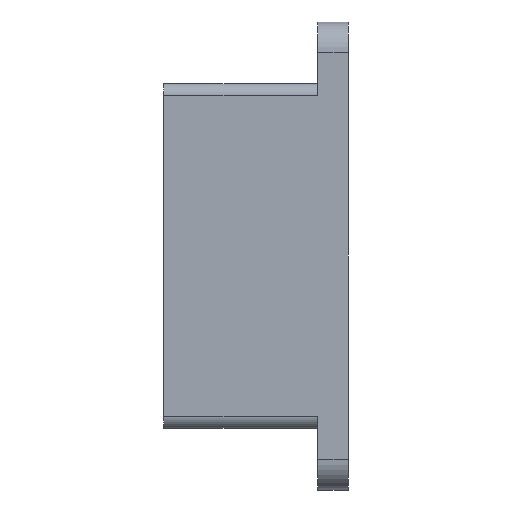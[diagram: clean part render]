
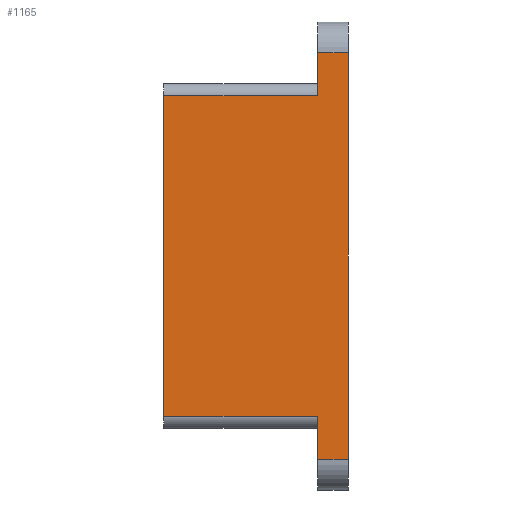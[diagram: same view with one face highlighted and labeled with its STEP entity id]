
A CAD part, left-side view. The second image highlights one B-rep face of the part: STEP entity #1165.
In plain terms, the highlighted planar face has unit normal (-1, 0, 0).
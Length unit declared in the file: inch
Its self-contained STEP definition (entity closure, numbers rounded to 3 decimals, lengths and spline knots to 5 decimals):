
#15 = LINE ( 'NONE', #1434, #1041 ) ;
#33 = VERTEX_POINT ( 'NONE', #1431 ) ;
#81 = VECTOR ( 'NONE', #814, 39.37008 ) ;
#97 = CARTESIAN_POINT ( 'NONE',  ( -2.0625, 0.25, -1.65 ) ) ;
#104 = LINE ( 'NONE', #97, #1207 ) ;
#109 = DIRECTION ( 'NONE',  ( 0., 0., -1. ) ) ;
#197 = CARTESIAN_POINT ( 'NONE',  ( -2.0625, 0.25, 0. ) ) ;
#203 = LINE ( 'NONE', #317, #1100 ) ;
#226 = DIRECTION ( 'NONE',  ( -1., 0., 0. ) ) ;
#235 = EDGE_CURVE ( 'NONE', #485, #33, #460, .T. ) ;
#236 = DIRECTION ( 'NONE',  ( 0., 0., -1. ) ) ;
#248 = CARTESIAN_POINT ( 'NONE',  ( -2.0625, 0., 1.65 ) ) ;
#310 = ORIENTED_EDGE ( 'NONE', *, *, #1116, .F. ) ;
#317 = CARTESIAN_POINT ( 'NONE',  ( -2.0625, 0.25, -1.3 ) ) ;
#323 = LINE ( 'NONE', #337, #81 ) ;
#330 = CARTESIAN_POINT ( 'NONE',  ( -2.0625, 0.25, -1.65 ) ) ;
#337 = CARTESIAN_POINT ( 'NONE',  ( -2.0625, 1.5, 1.4 ) ) ;
#342 = FACE_OUTER_BOUND ( 'NONE', #397, .T. ) ;
#372 = EDGE_CURVE ( 'NONE', #1424, #1425, #104, .T. ) ;
#374 = VECTOR ( 'NONE', #236, 39.37008 ) ;
#397 = EDGE_LOOP ( 'NONE', ( #975, #1394, #1068, #1444, #508, #310, #746, #1323 ) ) ;
#460 = LINE ( 'NONE', #707, #504 ) ;
#476 = PLANE ( 'NONE',  #1018 ) ;
#484 = CARTESIAN_POINT ( 'NONE',  ( -2.0625, 0., 0. ) ) ;
#485 = VERTEX_POINT ( 'NONE', #512 ) ;
#493 = DIRECTION ( 'NONE',  ( 0., -1., 0. ) ) ;
#504 = VECTOR ( 'NONE', #1267, 39.37008 ) ;
#508 = ORIENTED_EDGE ( 'NONE', *, *, #820, .F. ) ;
#512 = CARTESIAN_POINT ( 'NONE',  ( -2.0625, 0.25, 1.3 ) ) ;
#632 = EDGE_CURVE ( 'NONE', #1546, #1213, #203, .T. ) ;
#666 = EDGE_CURVE ( 'NONE', #1213, #1424, #1270, .T. ) ;
#702 = DIRECTION ( 'NONE',  ( 0., 0., 1. ) ) ;
#707 = CARTESIAN_POINT ( 'NONE',  ( -2.0625, 0.25, 1.3 ) ) ;
#731 = EDGE_CURVE ( 'NONE', #1546, #33, #323, .T. ) ;
#746 = ORIENTED_EDGE ( 'NONE', *, *, #796, .T. ) ;
#791 = CARTESIAN_POINT ( 'NONE',  ( -2.0625, 0.25, -1.3 ) ) ;
#796 = EDGE_CURVE ( 'NONE', #1314, #485, #15, .T. ) ;
#814 = DIRECTION ( 'NONE',  ( 0., 0., 1. ) ) ;
#820 = EDGE_CURVE ( 'NONE', #1330, #1425, #846, .T. ) ;
#843 = VECTOR ( 'NONE', #1177, 39.37008 ) ;
#846 = LINE ( 'NONE', #484, #374 ) ;
#905 = CARTESIAN_POINT ( 'NONE',  ( -2.0625, 0.25, 1.65 ) ) ;
#917 = DIRECTION ( 'NONE',  ( 0., -1., 0. ) ) ;
#975 = ORIENTED_EDGE ( 'NONE', *, *, #731, .F. ) ;
#1018 = AXIS2_PLACEMENT_3D ( 'NONE', #197, #226, #702 ) ;
#1041 = VECTOR ( 'NONE', #109, 39.37008 ) ;
#1068 = ORIENTED_EDGE ( 'NONE', *, *, #666, .T. ) ;
#1100 = VECTOR ( 'NONE', #917, 39.37008 ) ;
#1116 = EDGE_CURVE ( 'NONE', #1314, #1330, #1264, .T. ) ;
#1165 = ADVANCED_FACE ( 'NONE', ( #342 ), #476, .T. ) ;
#1177 = DIRECTION ( 'NONE',  ( 0., -1., 0. ) ) ;
#1207 = VECTOR ( 'NONE', #493, 39.37008 ) ;
#1213 = VERTEX_POINT ( 'NONE', #791 ) ;
#1250 = CARTESIAN_POINT ( 'NONE',  ( -2.0625, 0., -1.65 ) ) ;
#1264 = LINE ( 'NONE', #905, #843 ) ;
#1267 = DIRECTION ( 'NONE',  ( 0., 1., 0. ) ) ;
#1270 = LINE ( 'NONE', #330, #1504 ) ;
#1277 = DIRECTION ( 'NONE',  ( 0., 0., -1. ) ) ;
#1279 = CARTESIAN_POINT ( 'NONE',  ( -2.0625, 1.5, -1.3 ) ) ;
#1314 = VERTEX_POINT ( 'NONE', #1429 ) ;
#1323 = ORIENTED_EDGE ( 'NONE', *, *, #235, .T. ) ;
#1330 = VERTEX_POINT ( 'NONE', #248 ) ;
#1365 = CARTESIAN_POINT ( 'NONE',  ( -2.0625, 0.25, -1.65 ) ) ;
#1394 = ORIENTED_EDGE ( 'NONE', *, *, #632, .T. ) ;
#1424 = VERTEX_POINT ( 'NONE', #1365 ) ;
#1425 = VERTEX_POINT ( 'NONE', #1250 ) ;
#1429 = CARTESIAN_POINT ( 'NONE',  ( -2.0625, 0.25, 1.65 ) ) ;
#1431 = CARTESIAN_POINT ( 'NONE',  ( -2.0625, 1.5, 1.3 ) ) ;
#1434 = CARTESIAN_POINT ( 'NONE',  ( -2.0625, 0.25, 1.65 ) ) ;
#1444 = ORIENTED_EDGE ( 'NONE', *, *, #372, .T. ) ;
#1504 = VECTOR ( 'NONE', #1277, 39.37008 ) ;
#1546 = VERTEX_POINT ( 'NONE', #1279 ) ;
